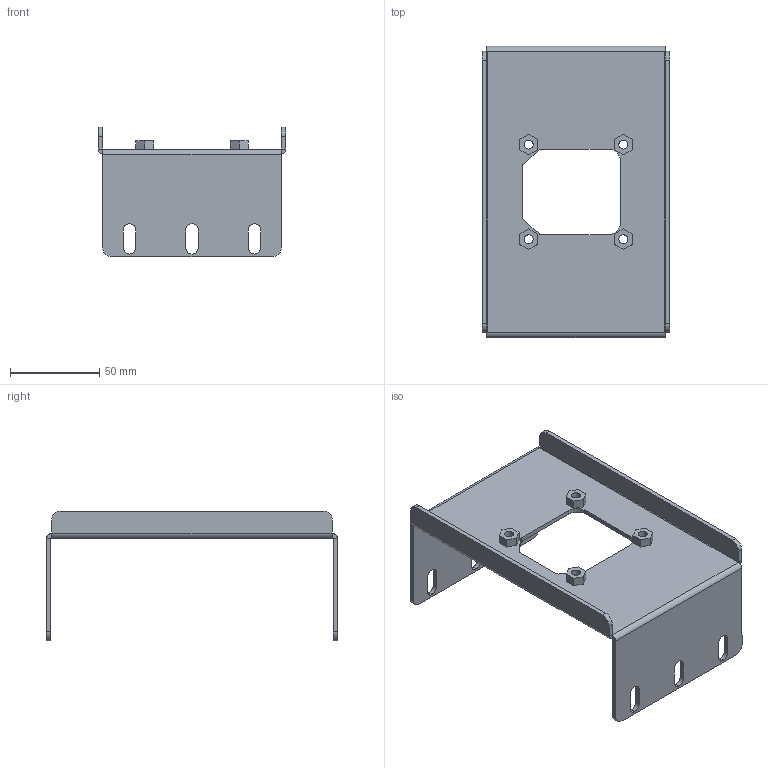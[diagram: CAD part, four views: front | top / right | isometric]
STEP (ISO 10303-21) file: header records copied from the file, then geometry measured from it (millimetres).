
FILE_DESCRIPTION (( 'STEP AP214' ), '1' );
FILE_NAME ('郯結假蚾.STEP', '2023-08-23T11:47:54', ( '' ), ( '' ), 'SwSTEP 2.0', 'SolidWorks 2020', '' );
FILE_SCHEMA (( 'AUTOMOTIVE_DESIGN' ));
Length unit declared in the file: millimetre
Products named in the file (1): 郯結假蚾
Bounding box: 105 x 163 x 72.5 mm (x, y, z)
Volume: 73535.7 mm3; surface area: 62006.2 mm2
Topology: 1 solids, 1 shells, 128 faces, 338 edges, 216 vertices
Faces by surface type: plane 80, cylinder 48
Entity records: 4016 total; most frequent: DIRECTION 696, CARTESIAN_POINT 683, ORIENTED_EDGE 676, EDGE_CURVE 338, VECTOR 238, LINE 238, AXIS2_PLACEMENT_3D 229, VERTEX_POINT 216
